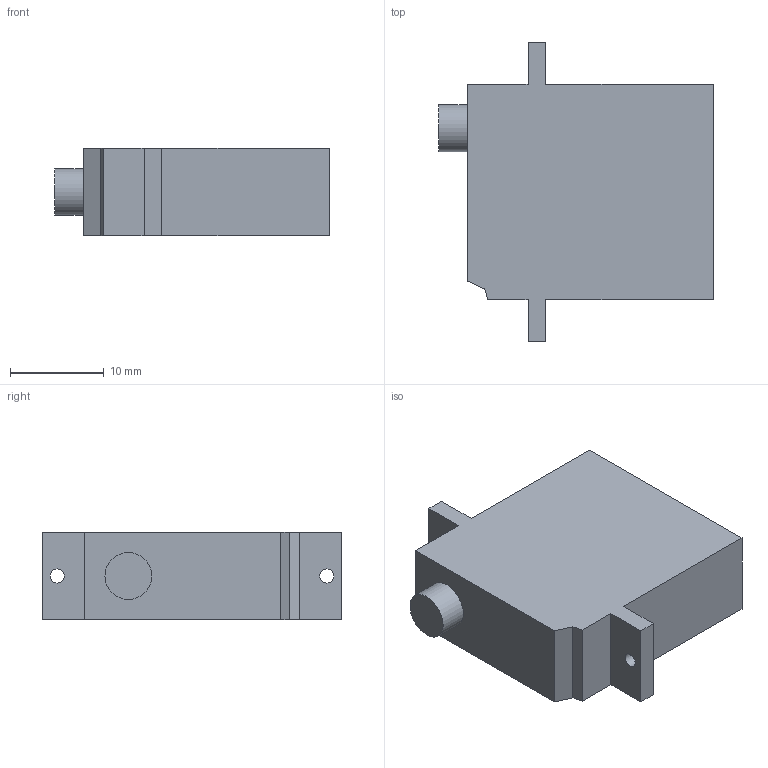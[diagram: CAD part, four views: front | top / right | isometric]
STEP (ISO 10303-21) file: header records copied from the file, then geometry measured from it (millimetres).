
FILE_DESCRIPTION(/* description */ ('STEP AP214'),/* implementation_level */ '2;1');
FILE_NAME(/* name */ '683c510c4258294a187f3d6c',/* time_stamp */ '2025-06-01T13:09:33Z',/* author */ (''),/* organization */ (''),/* preprocessor_version */ 'ST-DEVELOPER v20',/* originating_system */ 'ONSHAPE BY PTC INC, 1.198',/* authorisation */ ' ');
FILE_SCHEMA (('AUTOMOTIVE_DESIGN {1 0 10303 214 3 1 1}'));
Length unit declared in the file: metre
Products named in the file (1): Emax_23mm_03
Bounding box: 29.35 x 32 x 9.3 mm (x, y, z)
Volume: 5808.5 mm3; surface area: 2372.1 mm2
Topology: 1 solids, 1 shells, 20 faces, 53 edges, 36 vertices
Faces by surface type: plane 17, cylinder 3
Full cylindrical faces by diameter (mm): 1.5 x2, 5 x1
Entity records: 624 total; most frequent: CARTESIAN_POINT 103, ORIENTED_EDGE 96, DIRECTION 96, EDGE_CURVE 48, LINE 42, VECTOR 42, VERTEX_POINT 34, EDGE_LOOP 28
